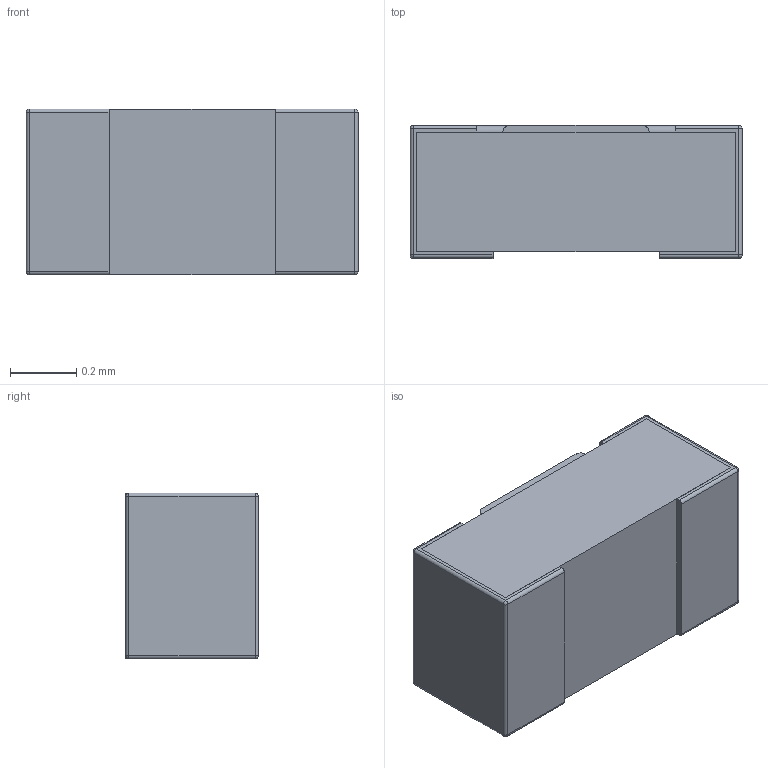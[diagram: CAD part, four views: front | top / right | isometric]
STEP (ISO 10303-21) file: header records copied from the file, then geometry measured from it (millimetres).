
FILE_DESCRIPTION(/* description */ (''),/* implementation_level */ '2;1');
FILE_NAME(/* name */ 'Panasonic ERJ-2RKF26R7X.stp',/* time_stamp */ '2019-12-13T19:41:24+02:00',/* author */ ('BMT'),/* organization */ (''),/* preprocessor_version */ 'ST-DEVELOPER v16.5',/* originating_system */ 'Autodesk Inventor 2017',/* authorisation */ '');
FILE_SCHEMA (('AUTOMOTIVE_DESIGN { 1 0 10303 214 3 1 1 }'));
Length unit declared in the file: millimetre
Products named in the file (5): Panasonic ERJ-2RKF26R7X; Panasonic ERJ-2RKF26R7X 1; Panasonic ERJ-2RKF26R7X 1_1; Panasonic ERJ-2RKF26R7X 1_2; Panasonic ss 
Assembly tree (4 placements, depth 2):
  Panasonic ERJ-2RKF26R7X
    Panasonic ERJ-2RKF26R7X 1
    Panasonic ERJ-2RKF26R7X 1_1
    Panasonic ERJ-2RKF26R7X 1_2
    Panasonic ss 
Bounding box: 1 x 0.4 x 0.5 mm (x, y, z)
Volume: 0.2 mm3; surface area: 4.3 mm2
Topology: 14 solids, 14 shells, 258 faces, 666 edges, 436 vertices
Faces by surface type: bspline 122, plane 103, cylinder 24, sphere 9
Entity records: 8712 total; most frequent: CARTESIAN_POINT 2907, ORIENTED_EDGE 1332, DIRECTION 874, EDGE_CURVE 666, VERTEX_POINT 436, LINE 376, VECTOR 376, EDGE_LOOP 266
